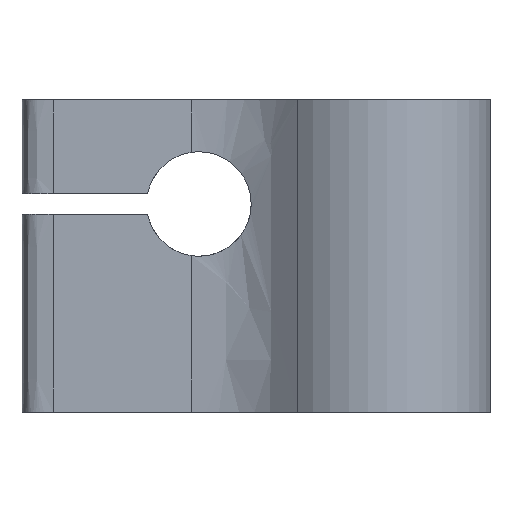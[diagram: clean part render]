
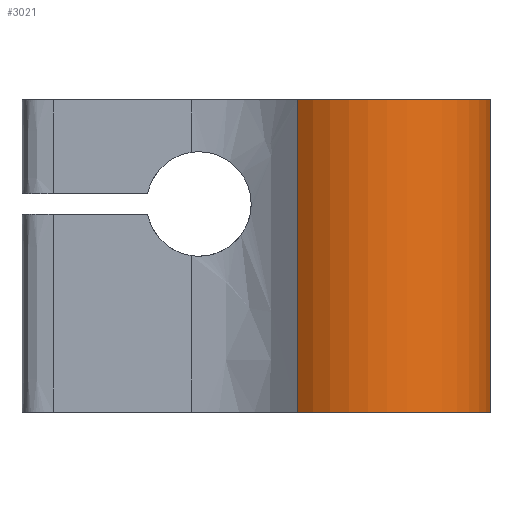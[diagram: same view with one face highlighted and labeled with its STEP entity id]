
A CAD part, left-side view. The second image highlights one B-rep face of the part: STEP entity #3021.
In plain terms, the highlighted cylindrical face has radius 11 mm (diameter 22 mm), a partial arc.
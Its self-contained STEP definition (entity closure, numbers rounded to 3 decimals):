
#204 = AXIS2_PLACEMENT_3D ( 'NONE', #580, #2750, #898 ) ;
#233 = B_SPLINE_CURVE_WITH_KNOTS ( 'NONE', 3,
 ( #2324, #1975, #2860, #2612 ),
 .UNSPECIFIED., .F., .F.,
 ( 4, 4 ),
 ( 0., 1. ),
 .UNSPECIFIED. ) ;
#329 = CARTESIAN_POINT ( 'NONE',  ( 0., 0., -20. ) ) ;
#334 = CARTESIAN_POINT ( 'NONE',  ( -8.038, 7.509, -10. ) ) ;
#461 = AXIS2_PLACEMENT_3D ( 'NONE', #2274, #1053, #2832 ) ;
#500 = B_SPLINE_CURVE_WITH_KNOTS ( 'NONE', 3,
 ( #3408, #3076, #334, #644 ),
 .UNSPECIFIED., .F., .F.,
 ( 4, 4 ),
 ( 0., 1. ),
 .UNSPECIFIED. ) ;
#519 = EDGE_CURVE ( 'NONE', #1557, #935, #233, .T. ) ;
#580 = CARTESIAN_POINT ( 'NONE',  ( 0., 0., 10. ) ) ;
#638 = ORIENTED_EDGE ( 'NONE', *, *, #3234, .F. ) ;
#644 = CARTESIAN_POINT ( 'NONE',  ( -8.038, 7.509, -20. ) ) ;
#697 = VERTEX_POINT ( 'NONE', #2203 ) ;
#870 = ORIENTED_EDGE ( 'NONE', *, *, #3720, .T. ) ;
#898 = DIRECTION ( 'NONE',  ( 1., 0., 0. ) ) ;
#935 = VERTEX_POINT ( 'NONE', #3285 ) ;
#1049 = FACE_OUTER_BOUND ( 'NONE', #1999, .T. ) ;
#1052 = CIRCLE ( 'NONE', #204, 11. ) ;
#1053 = DIRECTION ( 'NONE',  ( 0., 0., 1. ) ) ;
#1259 = VERTEX_POINT ( 'NONE', #3832 ) ;
#1557 = VERTEX_POINT ( 'NONE', #1646 ) ;
#1558 = DIRECTION ( 'NONE',  ( 0., 0., 1. ) ) ;
#1646 = CARTESIAN_POINT ( 'NONE',  ( 9.758, -5.077, -20. ) ) ;
#1839 = DIRECTION ( 'NONE',  ( 1., 0., 0. ) ) ;
#1975 = CARTESIAN_POINT ( 'NONE',  ( 9.758, -5.077, -10. ) ) ;
#1999 = EDGE_LOOP ( 'NONE', ( #2059, #2187, #638, #870 ) ) ;
#2059 = ORIENTED_EDGE ( 'NONE', *, *, #3624, .T. ) ;
#2068 = AXIS2_PLACEMENT_3D ( 'NONE', #329, #1558, #1839 ) ;
#2155 = CIRCLE ( 'NONE', #2068, 11. ) ;
#2187 = ORIENTED_EDGE ( 'NONE', *, *, #519, .T. ) ;
#2203 = CARTESIAN_POINT ( 'NONE',  ( -8.038, 7.509, -20. ) ) ;
#2274 = CARTESIAN_POINT ( 'NONE',  ( 0., 0., -20. ) ) ;
#2324 = CARTESIAN_POINT ( 'NONE',  ( 9.758, -5.077, -20. ) ) ;
#2612 = CARTESIAN_POINT ( 'NONE',  ( 9.758, -5.077, 10. ) ) ;
#2750 = DIRECTION ( 'NONE',  ( 0., 0., 1. ) ) ;
#2832 = DIRECTION ( 'NONE',  ( 1., 0., 0. ) ) ;
#2860 = CARTESIAN_POINT ( 'NONE',  ( 9.758, -5.077, 0. ) ) ;
#3021 = ADVANCED_FACE ( 'NONE', ( #1049 ), #3415, .T. ) ;
#3076 = CARTESIAN_POINT ( 'NONE',  ( -8.038, 7.509, 0. ) ) ;
#3234 = EDGE_CURVE ( 'NONE', #1259, #935, #1052, .T. ) ;
#3285 = CARTESIAN_POINT ( 'NONE',  ( 9.758, -5.077, 10. ) ) ;
#3408 = CARTESIAN_POINT ( 'NONE',  ( -8.038, 7.509, 10. ) ) ;
#3415 = CYLINDRICAL_SURFACE ( 'NONE', #461, 11. ) ;
#3624 = EDGE_CURVE ( 'NONE', #697, #1557, #2155, .T. ) ;
#3720 = EDGE_CURVE ( 'NONE', #1259, #697, #500, .T. ) ;
#3832 = CARTESIAN_POINT ( 'NONE',  ( -8.038, 7.509, 10. ) ) ;
